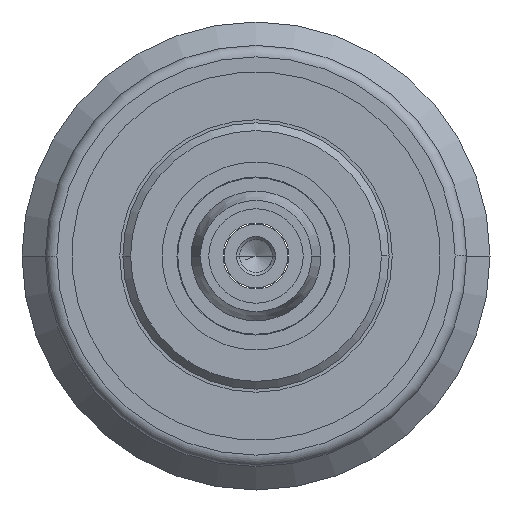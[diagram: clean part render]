
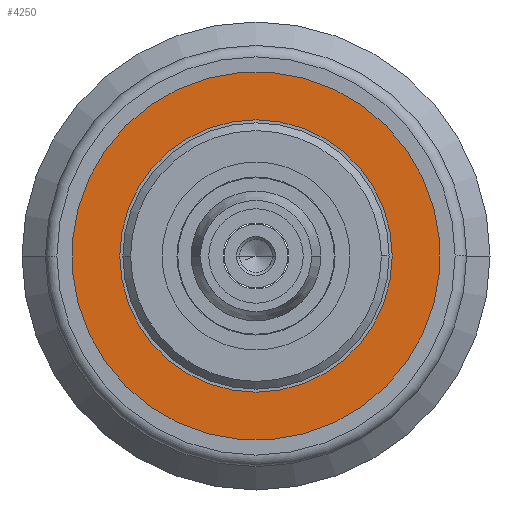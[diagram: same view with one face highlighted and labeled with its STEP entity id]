
A CAD part, left-side view. The second image highlights one B-rep face of the part: STEP entity #4250.
In plain terms, the highlighted planar face has unit normal (-1, 0, 0).
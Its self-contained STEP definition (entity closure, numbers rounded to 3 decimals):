
#4205=CARTESIAN_POINT('',(12.116,0.,0.));
#4206=DIRECTION('',(1.,0.,0.));
#4207=DIRECTION('',(0.,0.,-1.));
#4208=AXIS2_PLACEMENT_3D('',#4205,#4206,#4207);
#4210=CARTESIAN_POINT('',(12.116,0.,0.));
#4211=DIRECTION('',(1.,0.,0.));
#4212=DIRECTION('',(0.,0.,1.));
#4213=AXIS2_PLACEMENT_3D('',#4210,#4211,#4212);
#4215=CARTESIAN_POINT('',(12.116,0.,0.));
#4216=DIRECTION('',(-1.,0.,0.));
#4217=DIRECTION('',(0.,-1.,0.));
#4218=AXIS2_PLACEMENT_3D('',#4215,#4216,#4217);
#4220=CARTESIAN_POINT('',(12.116,0.,0.));
#4221=DIRECTION('',(-1.,0.,0.));
#4222=DIRECTION('',(0.,1.,0.));
#4223=AXIS2_PLACEMENT_3D('',#4220,#4221,#4222);
#4225=CARTESIAN_POINT('',(12.116,0.,-6.426));
#4226=CARTESIAN_POINT('',(12.116,0.,6.426));
#4227=VERTEX_POINT('',#4225);
#4228=VERTEX_POINT('',#4226);
#4229=CARTESIAN_POINT('',(12.116,-4.509,0.));
#4230=CARTESIAN_POINT('',(12.116,4.509,0.));
#4231=VERTEX_POINT('',#4229);
#4232=VERTEX_POINT('',#4230);
#4233=CARTESIAN_POINT('',(12.116,0.,0.));
#4234=DIRECTION('',(1.,0.,0.));
#4235=DIRECTION('',(0.,0.,-1.));
#4236=AXIS2_PLACEMENT_3D('',#4233,#4234,#4235);
#4237=PLANE('',#4236);
#4239=ORIENTED_EDGE('',*,*,#4238,.T.);
#4241=ORIENTED_EDGE('',*,*,#4240,.T.);
#4242=EDGE_LOOP('',(#4239,#4241));
#4243=FACE_OUTER_BOUND('',#4242,.F.);
#4245=ORIENTED_EDGE('',*,*,#4244,.T.);
#4247=ORIENTED_EDGE('',*,*,#4246,.T.);
#4248=EDGE_LOOP('',(#4245,#4247));
#4249=FACE_BOUND('',#4248,.F.);
#4209=CIRCLE('',#4208,6.426);
#4214=CIRCLE('',#4213,6.426);
#4219=CIRCLE('',#4218,4.509);
#4224=CIRCLE('',#4223,4.509);
#4238=EDGE_CURVE('',#4227,#4228,#4209,.T.);
#4240=EDGE_CURVE('',#4228,#4227,#4214,.T.);
#4244=EDGE_CURVE('',#4231,#4232,#4219,.T.);
#4246=EDGE_CURVE('',#4232,#4231,#4224,.T.);
#4250=ADVANCED_FACE('',(#4243,#4249),#4237,.F.);
